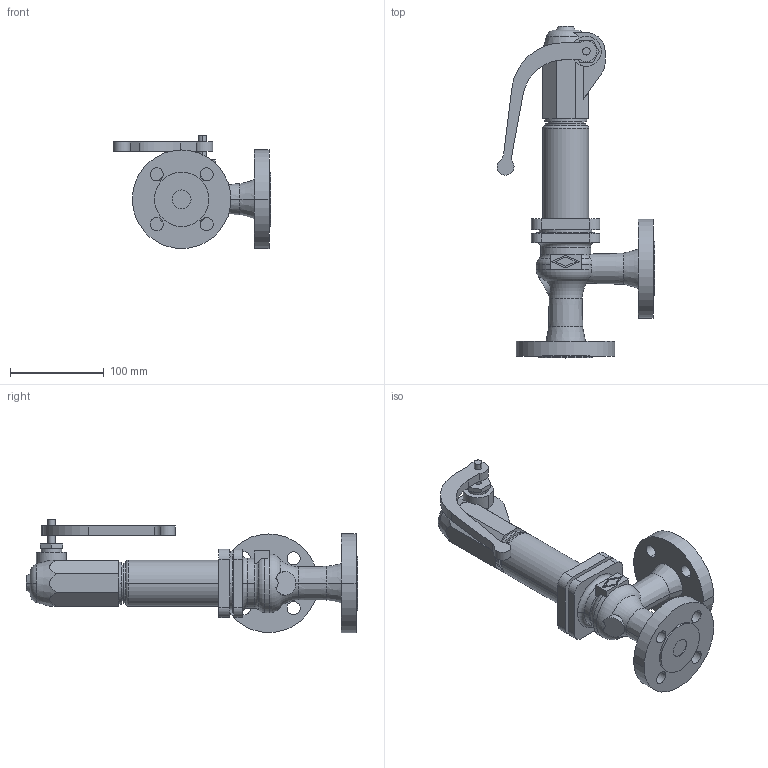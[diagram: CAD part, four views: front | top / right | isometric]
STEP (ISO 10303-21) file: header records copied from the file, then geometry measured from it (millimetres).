
FILE_DESCRIPTION(('Creo Elements/Direct Modeling STEP Export'),'2;1');
FILE_NAME('c000001721.stp','2013-12-03T 8:34:05',(''),(''),'Creo Elements/Direct Modeling STEP processor for AP214 (Solid Model)','Creo Elements/Direct Modeling 17.0D 15-Jul-2011 (C) Parametric Technology GmbH','');
FILE_SCHEMA(('AUTOMOTIVE_DESIGN { 1 0 10303 214 1 1 1 1 }'));
Length unit declared in the file: millimetre
Products named in the file (1): 1
Bounding box: 168.03 x 353.5 x 120.5 mm (x, y, z)
Volume: 1059529.4 mm3; surface area: 134818.7 mm2
Topology: 1 solids, 1 shells, 167 faces, 419 edges, 276 vertices
Faces by surface type: plane 72, cylinder 71, torus 13, cone 11
Entity records: 5163 total; most frequent: CARTESIAN_POINT 1201, ORIENTED_EDGE 838, DIRECTION 791, EDGE_CURVE 419, AXIS2_PLACEMENT_3D 297, VERTEX_POINT 276, EDGE_LOOP 205, VECTOR 197
